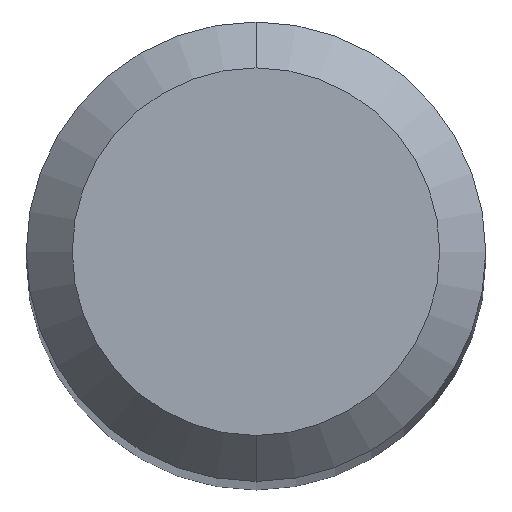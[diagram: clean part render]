
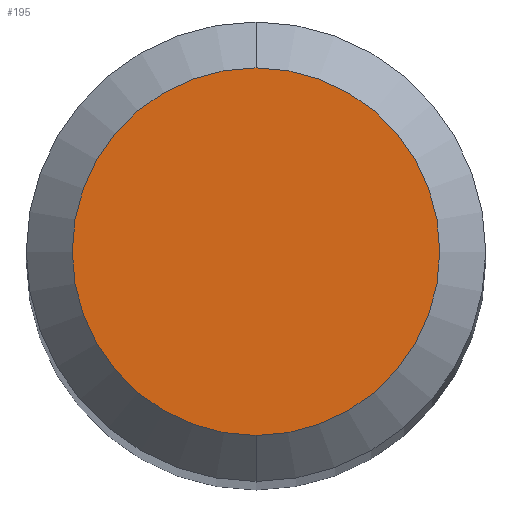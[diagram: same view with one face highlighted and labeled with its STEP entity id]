
A CAD part, top view. The second image highlights one B-rep face of the part: STEP entity #195.
In plain terms, the highlighted planar face has unit normal (0, 0, 1).
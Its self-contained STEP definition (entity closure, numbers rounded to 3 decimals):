
#175=EDGE_CURVE('',#385,#409,#466,.T.);
#195=ADVANCED_FACE('',(#489),#490,.T.);
#385=VERTEX_POINT('',#701);
#409=VERTEX_POINT('',#725);
#425=EDGE_CURVE('',#409,#385,#743,.T.);
#466=CIRCLE('',#790,1.2);
#489=FACE_OUTER_BOUND('',#845,.T.);
#490=PLANE('',#846);
#701=CARTESIAN_POINT('',(0.,-1.2,0.0));
#725=CARTESIAN_POINT('',(0.0,1.2,0.0));
#743=CIRCLE('',#1352,1.2);
#790=AXIS2_PLACEMENT_3D('',#1380,#1381,#1382);
#845=EDGE_LOOP('',(#1412,#1413));
#846=AXIS2_PLACEMENT_3D('',#1414,#1415,#1416);
#1352=AXIS2_PLACEMENT_3D('',#1694,#1695,#1696);
#1380=CARTESIAN_POINT('',(0.0,0.0,0.0));
#1381=DIRECTION('',(0.0,0.0,-1.0));
#1382=DIRECTION('',(0.0,1.0,0.0));
#1412=ORIENTED_EDGE('',*,*,#425,.F.);
#1413=ORIENTED_EDGE('',*,*,#175,.F.);
#1414=CARTESIAN_POINT('',(0.0,0.6,0.0));
#1415=DIRECTION('',(-0.0,0.0,1.0));
#1416=DIRECTION('',(0.0,-1.0,0.0));
#1694=CARTESIAN_POINT('',(0.0,0.0,0.0));
#1695=DIRECTION('',(0.0,0.0,-1.0));
#1696=DIRECTION('',(0.0,1.0,0.0));
